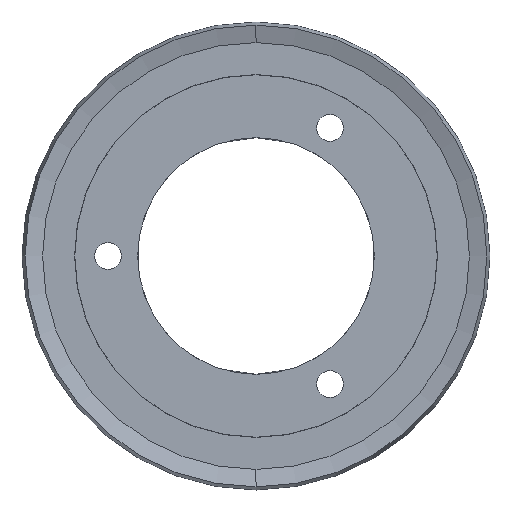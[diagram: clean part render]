
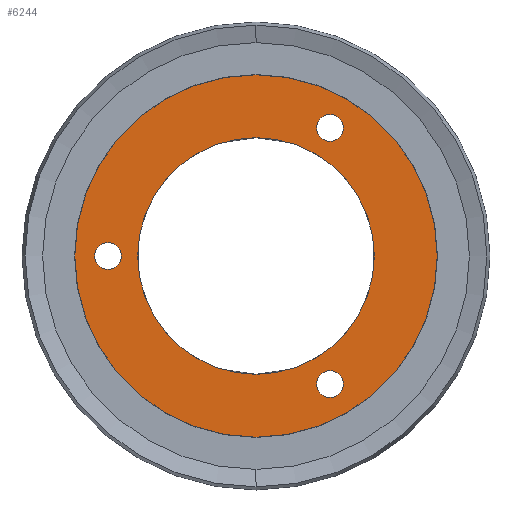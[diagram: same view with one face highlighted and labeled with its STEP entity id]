
A CAD part, left-side view. The second image highlights one B-rep face of the part: STEP entity #6244.
In plain terms, the highlighted planar face has unit normal (-1, 0, 0).
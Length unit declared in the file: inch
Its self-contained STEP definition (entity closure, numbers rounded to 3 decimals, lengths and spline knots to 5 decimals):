
#105 = DIRECTION ( 'NONE',  ( -1., 0., 0. ) ) ;
#141 = ORIENTED_EDGE ( 'NONE', *, *, #3017, .T. ) ;
#211 = CIRCLE ( 'NONE', #5571, 0.075 ) ;
#235 = CARTESIAN_POINT ( 'NONE',  ( 0.64411, 1.21113, 1.08502 ) ) ;
#600 = AXIS2_PLACEMENT_3D ( 'NONE', #6008, #7875, #7284 ) ;
#608 = EDGE_CURVE ( 'NONE', #1780, #5918, #7959, .T. ) ;
#693 = EDGE_CURVE ( 'NONE', #2851, #5077, #5914, .T. ) ;
#806 = DIRECTION ( 'NONE',  ( 0., 0., -1. ) ) ;
#808 = CARTESIAN_POINT ( 'NONE',  ( 0.64411, 0.79613, 0.95472 ) ) ;
#907 = AXIS2_PLACEMENT_3D ( 'NONE', #6075, #4742, #979 ) ;
#979 = DIRECTION ( 'NONE',  ( 0., 0., -1. ) ) ;
#1091 = FACE_BOUND ( 'NONE', #4696, .T. ) ;
#1118 = DIRECTION ( 'NONE',  ( 1., 0., 0. ) ) ;
#1154 = CIRCLE ( 'NONE', #6176, 1.0165 ) ;
#1282 = EDGE_CURVE ( 'NONE', #5197, #6908, #6298, .T. ) ;
#1313 = DIRECTION ( 'NONE',  ( 0., 0., 1. ) ) ;
#1393 = DIRECTION ( 'NONE',  ( 0., 0., -1. ) ) ;
#1446 = EDGE_CURVE ( 'NONE', #5350, #3000, #2946, .T. ) ;
#1463 = ORIENTED_EDGE ( 'NONE', *, *, #6645, .T. ) ;
#1574 = CARTESIAN_POINT ( 'NONE',  ( 0.64411, 0.79613, 2.54232 ) ) ;
#1607 = AXIS2_PLACEMENT_3D ( 'NONE', #7977, #1871, #6306 ) ;
#1665 = FACE_BOUND ( 'NONE', #2028, .T. ) ;
#1771 = AXIS2_PLACEMENT_3D ( 'NONE', #3323, #3349, #1393 ) ;
#1780 = VERTEX_POINT ( 'NONE', #4222 ) ;
#1781 = AXIS2_PLACEMENT_3D ( 'NONE', #4969, #6133, #7448 ) ;
#1807 = CIRCLE ( 'NONE', #6391, 0.6635 ) ;
#1871 = DIRECTION ( 'NONE',  ( -1., 0., 0. ) ) ;
#2028 = EDGE_LOOP ( 'NONE', ( #1463, #5817 ) ) ;
#2087 = ORIENTED_EDGE ( 'NONE', *, *, #608, .T. ) ;
#2109 = CARTESIAN_POINT ( 'NONE',  ( 0.64411, 2.22763, 1.74852 ) ) ;
#2167 = EDGE_CURVE ( 'NONE', #5077, #2851, #4537, .T. ) ;
#2295 = CARTESIAN_POINT ( 'NONE',  ( 0.64411, 2.04113, 1.82352 ) ) ;
#2329 = DIRECTION ( 'NONE',  ( -1., 0., 0. ) ) ;
#2536 = CARTESIAN_POINT ( 'NONE',  ( 0.64411, 0.79613, 1.10472 ) ) ;
#2851 = VERTEX_POINT ( 'NONE', #4094 ) ;
#2946 = CIRCLE ( 'NONE', #6937, 0.075 ) ;
#2952 = DIRECTION ( 'NONE',  ( 0., 0., -1. ) ) ;
#2975 = DIRECTION ( 'NONE',  ( 1., 0., 0. ) ) ;
#3000 = VERTEX_POINT ( 'NONE', #1574 ) ;
#3017 = EDGE_CURVE ( 'NONE', #6045, #7034, #4506, .T. ) ;
#3141 = AXIS2_PLACEMENT_3D ( 'NONE', #4941, #1118, #7324 ) ;
#3323 = CARTESIAN_POINT ( 'NONE',  ( 0.64411, 2.04113, 1.74852 ) ) ;
#3349 = DIRECTION ( 'NONE',  ( 1., 0., 0. ) ) ;
#3354 = FACE_BOUND ( 'NONE', #5270, .T. ) ;
#3378 = AXIS2_PLACEMENT_3D ( 'NONE', #7223, #2329, #7840 ) ;
#3721 = EDGE_CURVE ( 'NONE', #5918, #1780, #1154, .T. ) ;
#4094 = CARTESIAN_POINT ( 'NONE',  ( 0.64411, 2.04113, 1.67352 ) ) ;
#4134 = CARTESIAN_POINT ( 'NONE',  ( 0.64411, 1.21113, 2.41202 ) ) ;
#4222 = CARTESIAN_POINT ( 'NONE',  ( 0.64411, 0.19463, 1.74852 ) ) ;
#4301 = CARTESIAN_POINT ( 'NONE',  ( 0.64411, 1.21113, 1.74852 ) ) ;
#4506 = CIRCLE ( 'NONE', #600, 0.6635 ) ;
#4537 = CIRCLE ( 'NONE', #1771, 0.075 ) ;
#4574 = CARTESIAN_POINT ( 'NONE',  ( 0.64411, 0.79613, 2.46732 ) ) ;
#4666 = EDGE_CURVE ( 'NONE', #7034, #6045, #1807, .T. ) ;
#4696 = EDGE_LOOP ( 'NONE', ( #6668, #7368 ) ) ;
#4742 = DIRECTION ( 'NONE',  ( 1., 0., 0. ) ) ;
#4897 = PLANE ( 'NONE',  #1607 ) ;
#4941 = CARTESIAN_POINT ( 'NONE',  ( 0.64411, 0.79613, 1.02972 ) ) ;
#4969 = CARTESIAN_POINT ( 'NONE',  ( 0.64411, 2.04113, 1.74852 ) ) ;
#5077 = VERTEX_POINT ( 'NONE', #2295 ) ;
#5193 = ORIENTED_EDGE ( 'NONE', *, *, #4666, .T. ) ;
#5197 = VERTEX_POINT ( 'NONE', #2536 ) ;
#5270 = EDGE_LOOP ( 'NONE', ( #5941, #6591 ) ) ;
#5286 = CARTESIAN_POINT ( 'NONE',  ( 0.64411, 0.79613, 2.39232 ) ) ;
#5350 = VERTEX_POINT ( 'NONE', #5286 ) ;
#5464 = CARTESIAN_POINT ( 'NONE',  ( 0.64411, 0.79613, 2.46732 ) ) ;
#5571 = AXIS2_PLACEMENT_3D ( 'NONE', #5464, #2975, #7947 ) ;
#5817 = ORIENTED_EDGE ( 'NONE', *, *, #1282, .T. ) ;
#5895 = FACE_BOUND ( 'NONE', #5925, .T. ) ;
#5914 = CIRCLE ( 'NONE', #1781, 0.075 ) ;
#5918 = VERTEX_POINT ( 'NONE', #2109 ) ;
#5925 = EDGE_LOOP ( 'NONE', ( #5193, #141 ) ) ;
#5941 = ORIENTED_EDGE ( 'NONE', *, *, #1446, .T. ) ;
#6008 = CARTESIAN_POINT ( 'NONE',  ( 0.64411, 1.21113, 1.74852 ) ) ;
#6045 = VERTEX_POINT ( 'NONE', #4134 ) ;
#6075 = CARTESIAN_POINT ( 'NONE',  ( 0.64411, 0.79613, 1.02972 ) ) ;
#6133 = DIRECTION ( 'NONE',  ( 1., 0., 0. ) ) ;
#6176 = AXIS2_PLACEMENT_3D ( 'NONE', #7025, #105, #1313 ) ;
#6229 = EDGE_CURVE ( 'NONE', #3000, #5350, #211, .T. ) ;
#6244 = ADVANCED_FACE ( 'NONE', ( #3354, #1665, #1091, #5895, #8015 ), #4897, .T. ) ;
#6298 = CIRCLE ( 'NONE', #907, 0.075 ) ;
#6306 = DIRECTION ( 'NONE',  ( 0., 0., 1. ) ) ;
#6391 = AXIS2_PLACEMENT_3D ( 'NONE', #4301, #6722, #2952 ) ;
#6591 = ORIENTED_EDGE ( 'NONE', *, *, #6229, .T. ) ;
#6645 = EDGE_CURVE ( 'NONE', #6908, #5197, #7815, .T. ) ;
#6668 = ORIENTED_EDGE ( 'NONE', *, *, #693, .T. ) ;
#6722 = DIRECTION ( 'NONE',  ( 1., 0., 0. ) ) ;
#6795 = ORIENTED_EDGE ( 'NONE', *, *, #3721, .T. ) ;
#6884 = EDGE_LOOP ( 'NONE', ( #6795, #2087 ) ) ;
#6908 = VERTEX_POINT ( 'NONE', #808 ) ;
#6937 = AXIS2_PLACEMENT_3D ( 'NONE', #4574, #7643, #806 ) ;
#7025 = CARTESIAN_POINT ( 'NONE',  ( 0.64411, 1.21113, 1.74852 ) ) ;
#7034 = VERTEX_POINT ( 'NONE', #235 ) ;
#7223 = CARTESIAN_POINT ( 'NONE',  ( 0.64411, 1.21113, 1.74852 ) ) ;
#7284 = DIRECTION ( 'NONE',  ( 0., 0., -1. ) ) ;
#7324 = DIRECTION ( 'NONE',  ( 0., 0., -1. ) ) ;
#7368 = ORIENTED_EDGE ( 'NONE', *, *, #2167, .T. ) ;
#7448 = DIRECTION ( 'NONE',  ( 0., 0., -1. ) ) ;
#7643 = DIRECTION ( 'NONE',  ( 1., 0., 0. ) ) ;
#7815 = CIRCLE ( 'NONE', #3141, 0.075 ) ;
#7840 = DIRECTION ( 'NONE',  ( 0., 0., 1. ) ) ;
#7875 = DIRECTION ( 'NONE',  ( 1., 0., 0. ) ) ;
#7947 = DIRECTION ( 'NONE',  ( 0., 0., -1. ) ) ;
#7959 = CIRCLE ( 'NONE', #3378, 1.0165 ) ;
#7977 = CARTESIAN_POINT ( 'NONE',  ( 0.64411, 1.21113, 1.74852 ) ) ;
#8015 = FACE_OUTER_BOUND ( 'NONE', #6884, .T. ) ;
